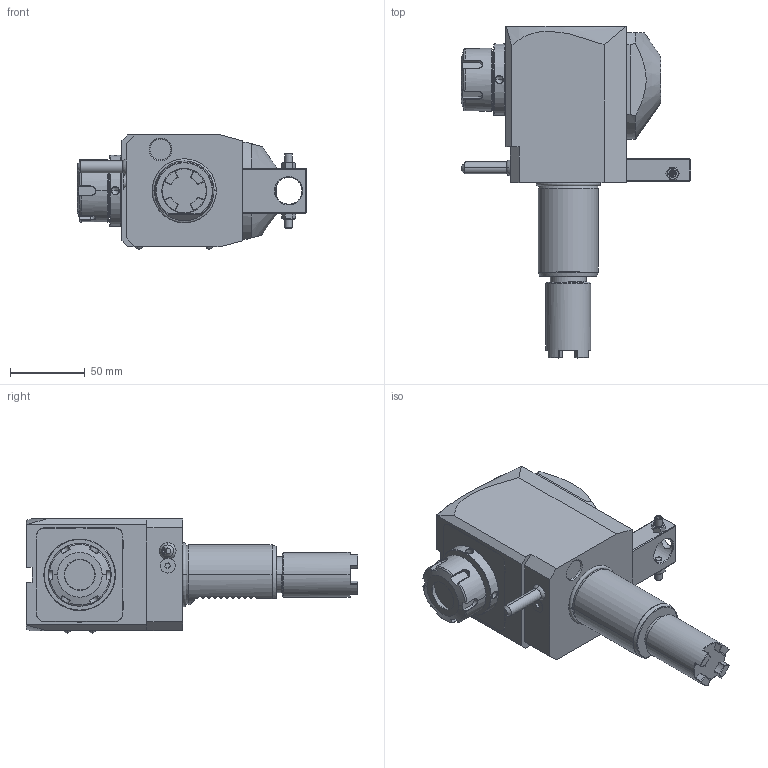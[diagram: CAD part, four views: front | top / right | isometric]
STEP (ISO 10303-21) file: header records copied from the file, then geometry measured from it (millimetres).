
FILE_DESCRIPTION((''),'2;1');
FILE_NAME('NGT1_40_251_25_2_2_69B','2017-03-10T',('vali'),('NOVA GRUP'),'PRO/ENGINEER BY PARAMETRIC TECHNOLOGY CORPORATION, 2010280','PRO/ENGINEER BY PARAMETRIC TECHNOLOGY CORPORATION, 2010280','');
FILE_SCHEMA(('CONFIG_CONTROL_DESIGN'));
Length unit declared in the file: millimetre
Products named in the file (1): NGT1_40_251_25_2_2_69B
Bounding box: 153.6 x 222.55 x 76.6 mm (x, y, z)
Volume: 851542.6 mm3; surface area: 73811.3 mm2
Topology: 1 solids, 1 shells, 476 faces, 1197 edges, 736 vertices
Faces by surface type: plane 223, cylinder 94, cone 85, bspline 54, torus 12, sphere 6, extrusion 2
Entity records: 19846 total; most frequent: CARTESIAN_POINT 9165, ORIENTED_EDGE 2362, DIRECTION 1929, EDGE_CURVE 1181, VERTEX_POINT 736, AXIS2_PLACEMENT_3D 655, VECTOR 619, LINE 617
